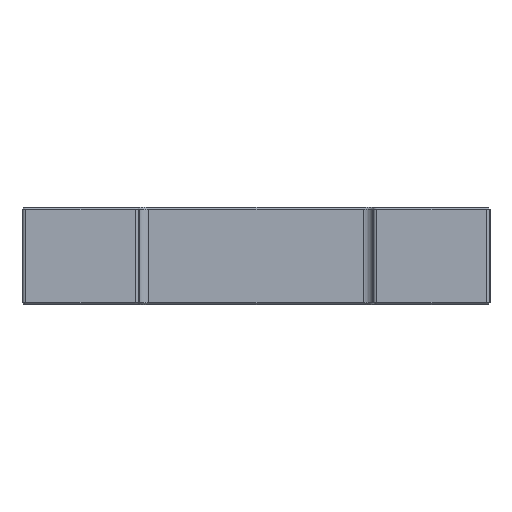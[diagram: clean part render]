
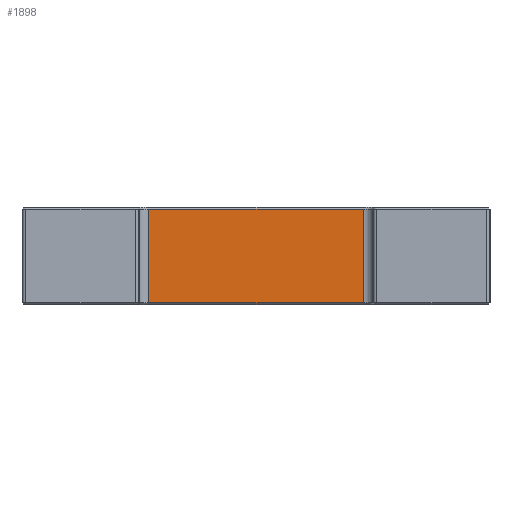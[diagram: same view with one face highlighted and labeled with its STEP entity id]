
A CAD part, left-side view. The second image highlights one B-rep face of the part: STEP entity #1898.
In plain terms, the highlighted planar face has unit normal (-1, 0, 0).
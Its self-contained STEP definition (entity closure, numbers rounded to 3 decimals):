
#629=DIRECTION('',(0.,1.,0.));
#630=VECTOR('',#629,11.);
#631=CARTESIAN_POINT('',(5.,-5.5,-2.4));
#632=LINE('',#631,#630);
#633=DIRECTION('',(0.,0.,1.));
#634=VECTOR('',#633,4.8);
#635=CARTESIAN_POINT('',(5.,5.5,-2.4));
#636=LINE('',#635,#634);
#637=DIRECTION('',(0.,-1.,0.));
#638=VECTOR('',#637,11.);
#639=CARTESIAN_POINT('',(5.,5.5,2.4));
#640=LINE('',#639,#638);
#641=DIRECTION('',(0.,0.,1.));
#642=VECTOR('',#641,4.8);
#643=CARTESIAN_POINT('',(5.,-5.5,-2.4));
#644=LINE('',#643,#642);
#807=CARTESIAN_POINT('',(5.,-5.5,-2.4));
#808=VERTEX_POINT('',#807);
#811=CARTESIAN_POINT('',(5.,5.5,-2.4));
#812=VERTEX_POINT('',#811);
#887=CARTESIAN_POINT('',(5.,5.5,2.4));
#888=VERTEX_POINT('',#887);
#891=CARTESIAN_POINT('',(5.,-5.5,2.4));
#892=VERTEX_POINT('',#891);
#1886=CARTESIAN_POINT('',(5.,6.,-2.5));
#1887=DIRECTION('',(-1.,0.,0.));
#1888=DIRECTION('',(0.,-1.,0.));
#1889=AXIS2_PLACEMENT_3D('',#1886,#1887,#1888);
#1890=PLANE('',#1889);
#1891=ORIENTED_EDGE('',*,*,#1544,.T.);
#1892=ORIENTED_EDGE('',*,*,#1881,.T.);
#1893=ORIENTED_EDGE('',*,*,#1348,.T.);
#1895=ORIENTED_EDGE('',*,*,#1894,.F.);
#1896=EDGE_LOOP('',(#1891,#1892,#1893,#1895));
#1897=FACE_OUTER_BOUND('',#1896,.F.);
#1348=EDGE_CURVE('',#888,#892,#640,.T.);
#1544=EDGE_CURVE('',#808,#812,#632,.T.);
#1881=EDGE_CURVE('',#812,#888,#636,.T.);
#1894=EDGE_CURVE('',#808,#892,#644,.T.);
#1898=ADVANCED_FACE('',(#1897),#1890,.T.);
